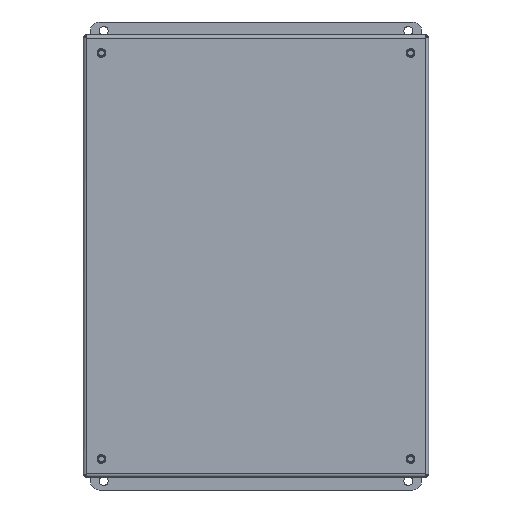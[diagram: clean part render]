
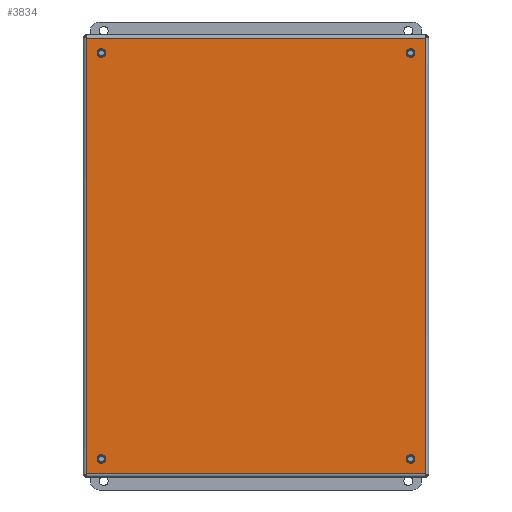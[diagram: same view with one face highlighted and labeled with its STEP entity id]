
A CAD part, front view. The second image highlights one B-rep face of the part: STEP entity #3834.
In plain terms, the highlighted planar face has unit normal (0, -1, 0).
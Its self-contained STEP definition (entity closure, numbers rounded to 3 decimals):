
#3834 = ADVANCED_FACE( '', ( #7907, #7908, #7909, #7910, #7911 ), #7912, .T. );
#7907 = FACE_BOUND( '', #12569, .T. );
#7908 = FACE_BOUND( '', #12570, .T. );
#7909 = FACE_BOUND( '', #12571, .T. );
#7910 = FACE_BOUND( '', #12572, .T. );
#7911 = FACE_OUTER_BOUND( '', #12573, .T. );
#7912 = PLANE( '', #12574 );
#12569 = EDGE_LOOP( '', ( #26504 ) );
#12570 = EDGE_LOOP( '', ( #26505 ) );
#12571 = EDGE_LOOP( '', ( #26506 ) );
#12572 = EDGE_LOOP( '', ( #26507 ) );
#12573 = EDGE_LOOP( '', ( #26508, #26509, #26510, #26511 ) );
#12574 = AXIS2_PLACEMENT_3D( '', #26512, #26513, #26514 );
#26504 = ORIENTED_EDGE( '', *, *, #31481, .T. );
#26505 = ORIENTED_EDGE( '', *, *, #31691, .T. );
#26506 = ORIENTED_EDGE( '', *, *, #31436, .T. );
#26507 = ORIENTED_EDGE( '', *, *, #30331, .T. );
#26508 = ORIENTED_EDGE( '', *, *, #30994, .T. );
#26509 = ORIENTED_EDGE( '', *, *, #28873, .F. );
#26510 = ORIENTED_EDGE( '', *, *, #31211, .T. );
#26511 = ORIENTED_EDGE( '', *, *, #28994, .T. );
#26512 = CARTESIAN_POINT( '', ( 0., 0., 0. ) );
#26513 = DIRECTION( '', ( 0., -1., 0. ) );
#26514 = DIRECTION( '', ( 0., 0., -1. ) );
#28873 = EDGE_CURVE( '', #33901, #32715, #33903, .T. );
#28994 = EDGE_CURVE( '', #33386, #34092, #34094, .T. );
#30331 = EDGE_CURVE( '', #36152, #36152, #36153, .T. );
#30994 = EDGE_CURVE( '', #34092, #32715, #37004, .T. );
#31211 = EDGE_CURVE( '', #33901, #33386, #37267, .T. );
#31436 = EDGE_CURVE( '', #37529, #37529, #37530, .T. );
#31481 = EDGE_CURVE( '', #37579, #37579, #37580, .T. );
#31691 = EDGE_CURVE( '', #37807, #37807, #37808, .T. );
#32715 = VERTEX_POINT( '', #40372 );
#33386 = VERTEX_POINT( '', #42241 );
#33901 = VERTEX_POINT( '', #43636 );
#33903 = LINE( '', #43647, #43648 );
#34092 = VERTEX_POINT( '', #44356 );
#34094 = LINE( '', #44367, #44368 );
#36152 = VERTEX_POINT( '', #51112 );
#36153 = CIRCLE( '', #51113, 3.175 );
#37004 = LINE( '', #53501, #53502 );
#37267 = LINE( '', #54300, #54301 );
#37529 = VERTEX_POINT( '', #55032 );
#37530 = CIRCLE( '', #55033, 3.175 );
#37579 = VERTEX_POINT( '', #55134 );
#37580 = CIRCLE( '', #55135, 3.175 );
#37807 = VERTEX_POINT( '', #55700 );
#37808 = CIRCLE( '', #55701, 3.175 );
#40372 = CARTESIAN_POINT( '', ( 121.806, 0., -156.731 ) );
#42241 = CARTESIAN_POINT( '', ( -121.806, 0., 156.731 ) );
#43636 = CARTESIAN_POINT( '', ( 121.806, 0., 156.731 ) );
#43647 = CARTESIAN_POINT( '', ( 121.806, 0., 156.731 ) );
#43648 = VECTOR( '', #56483, 1000. );
#44356 = CARTESIAN_POINT( '', ( -121.806, 0., -156.731 ) );
#44367 = CARTESIAN_POINT( '', ( -121.806, 0., -159.068 ) );
#44368 = VECTOR( '', #56542, 1000. );
#51112 = CARTESIAN_POINT( '', ( -107.95, 0., -146.05 ) );
#51113 = AXIS2_PLACEMENT_3D( '', #56977, #56978, #56979 );
#53501 = CARTESIAN_POINT( '', ( 121.806, 0., -156.731 ) );
#53502 = VECTOR( '', #57259, 1000. );
#54300 = CARTESIAN_POINT( '', ( -124.143, 0., 156.731 ) );
#54301 = VECTOR( '', #57331, 1000. );
#55032 = CARTESIAN_POINT( '', ( -107.95, 0., 146.05 ) );
#55033 = AXIS2_PLACEMENT_3D( '', #57397, #57398, #57399 );
#55134 = CARTESIAN_POINT( '', ( 114.3, 0., 146.05 ) );
#55135 = AXIS2_PLACEMENT_3D( '', #57411, #57412, #57413 );
#55700 = CARTESIAN_POINT( '', ( 114.3, 0., -146.05 ) );
#55701 = AXIS2_PLACEMENT_3D( '', #57461, #57462, #57463 );
#56483 = DIRECTION( '', ( 0., 0., -1. ) );
#56542 = DIRECTION( '', ( 0., 0., -1. ) );
#56977 = CARTESIAN_POINT( '', ( -111.125, 0., -146.05 ) );
#56978 = DIRECTION( '', ( 0., 1., 0. ) );
#56979 = DIRECTION( '', ( 1., 0., 0. ) );
#57259 = DIRECTION( '', ( 1., 0., 0. ) );
#57331 = DIRECTION( '', ( -1., 0., 0. ) );
#57397 = CARTESIAN_POINT( '', ( -111.125, 0., 146.05 ) );
#57398 = DIRECTION( '', ( 0., 1., 0. ) );
#57399 = DIRECTION( '', ( 1., 0., 0. ) );
#57411 = CARTESIAN_POINT( '', ( 111.125, 0., 146.05 ) );
#57412 = DIRECTION( '', ( 0., 1., 0. ) );
#57413 = DIRECTION( '', ( 1., 0., 0. ) );
#57461 = CARTESIAN_POINT( '', ( 111.125, 0., -146.05 ) );
#57462 = DIRECTION( '', ( 0., 1., 0. ) );
#57463 = DIRECTION( '', ( 1., 0., 0. ) );
